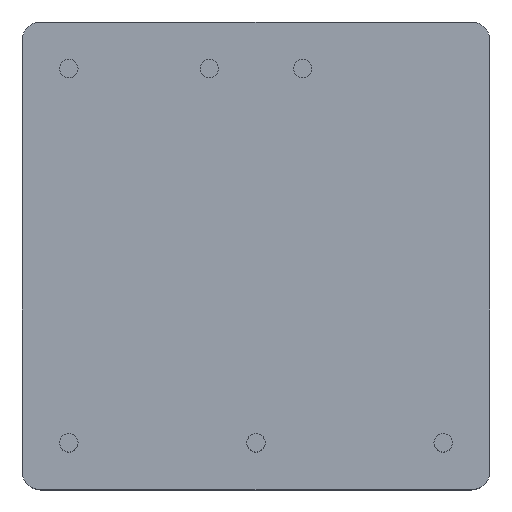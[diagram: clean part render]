
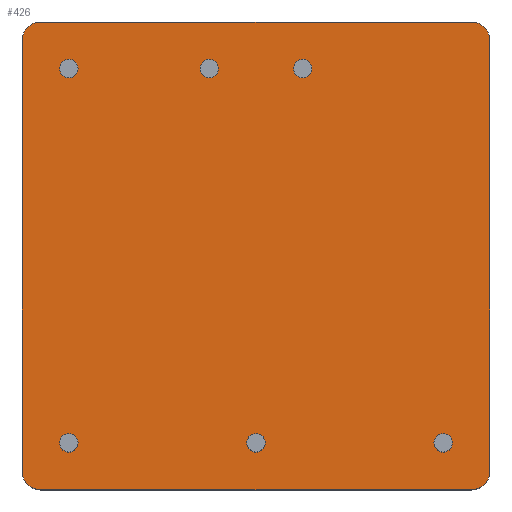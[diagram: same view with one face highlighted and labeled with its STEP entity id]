
A CAD part, top view. The second image highlights one B-rep face of the part: STEP entity #426.
In plain terms, the highlighted planar face has unit normal (0, 0, 1).
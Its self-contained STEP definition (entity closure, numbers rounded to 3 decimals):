
#34=PLANE('',#493);
#58=LINE('',#845,#84);
#62=LINE('',#854,#88);
#64=LINE('',#862,#90);
#65=LINE('',#866,#91);
#84=VECTOR('',#578,10.);
#88=VECTOR('',#588,10.);
#90=VECTOR('',#598,10.);
#91=VECTOR('',#601,10.);
#128=FACE_OUTER_BOUND('',#164,.T.);
#164=EDGE_LOOP('',(#349,#350,#351,#352,#353,#354,#355,#356));
#199=CIRCLE('',#488,1.);
#200=CIRCLE('',#491,1.);
#201=CIRCLE('',#494,1.);
#202=CIRCLE('',#495,1.);
#227=VERTEX_POINT('',#842);
#228=VERTEX_POINT('',#844);
#229=VERTEX_POINT('',#848);
#230=VERTEX_POINT('',#852);
#231=VERTEX_POINT('',#856);
#232=VERTEX_POINT('',#861);
#233=VERTEX_POINT('',#863);
#234=VERTEX_POINT('',#865);
#268=EDGE_CURVE('',#228,#227,#58,.T.);
#271=EDGE_CURVE('',#229,#227,#199,.T.);
#273=EDGE_CURVE('',#229,#230,#62,.T.);
#275=EDGE_CURVE('',#231,#230,#200,.T.);
#276=EDGE_CURVE('',#231,#232,#64,.T.);
#277=EDGE_CURVE('',#233,#232,#201,.T.);
#278=EDGE_CURVE('',#233,#234,#65,.T.);
#279=EDGE_CURVE('',#228,#234,#202,.T.);
#349=ORIENTED_EDGE('',*,*,#271,.F.);
#350=ORIENTED_EDGE('',*,*,#273,.T.);
#351=ORIENTED_EDGE('',*,*,#275,.F.);
#352=ORIENTED_EDGE('',*,*,#276,.T.);
#353=ORIENTED_EDGE('',*,*,#277,.F.);
#354=ORIENTED_EDGE('',*,*,#278,.T.);
#355=ORIENTED_EDGE('',*,*,#279,.F.);
#356=ORIENTED_EDGE('',*,*,#268,.T.);
#426=ADVANCED_FACE('',(#128),#34,.T.);
#488=AXIS2_PLACEMENT_3D('',#850,#583,#584);
#491=AXIS2_PLACEMENT_3D('',#858,#592,#593);
#493=AXIS2_PLACEMENT_3D('',#860,#596,#597);
#494=AXIS2_PLACEMENT_3D('',#864,#599,#600);
#495=AXIS2_PLACEMENT_3D('',#867,#602,#603);
#578=DIRECTION('',(0.,-1.,0.));
#583=DIRECTION('center_axis',(0.,0.,-1.));
#584=DIRECTION('ref_axis',(-0.707,-0.707,0.));
#588=DIRECTION('',(1.,0.,0.));
#592=DIRECTION('center_axis',(0.,0.,-1.));
#593=DIRECTION('ref_axis',(0.707,-0.707,0.));
#596=DIRECTION('center_axis',(0.,0.,1.));
#597=DIRECTION('ref_axis',(1.,0.,0.));
#598=DIRECTION('',(0.,1.,0.));
#599=DIRECTION('center_axis',(0.,0.,-1.));
#600=DIRECTION('ref_axis',(0.707,0.707,0.));
#601=DIRECTION('',(-1.,0.,0.));
#602=DIRECTION('center_axis',(0.,0.,-1.));
#603=DIRECTION('ref_axis',(-0.707,0.707,0.));
#842=CARTESIAN_POINT('',(0.,1.,0.));
#844=CARTESIAN_POINT('',(0.,24.4,0.));
#845=CARTESIAN_POINT('',(0.,25.4,0.));
#848=CARTESIAN_POINT('',(1.,0.,0.));
#850=CARTESIAN_POINT('Origin',(1.,1.,0.));
#852=CARTESIAN_POINT('',(24.4,0.,0.));
#854=CARTESIAN_POINT('',(0.,0.,0.));
#856=CARTESIAN_POINT('',(25.4,1.,0.));
#858=CARTESIAN_POINT('Origin',(24.4,1.,0.));
#860=CARTESIAN_POINT('Origin',(12.7,12.7,0.));
#861=CARTESIAN_POINT('',(25.4,24.4,0.));
#862=CARTESIAN_POINT('',(25.4,0.,0.));
#863=CARTESIAN_POINT('',(24.4,25.4,0.));
#864=CARTESIAN_POINT('Origin',(24.4,24.4,0.));
#865=CARTESIAN_POINT('',(1.,25.4,0.));
#866=CARTESIAN_POINT('',(25.4,25.4,0.));
#867=CARTESIAN_POINT('Origin',(1.,24.4,0.));
